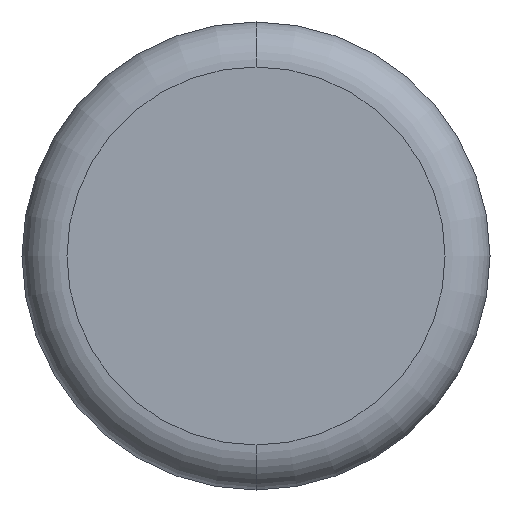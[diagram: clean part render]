
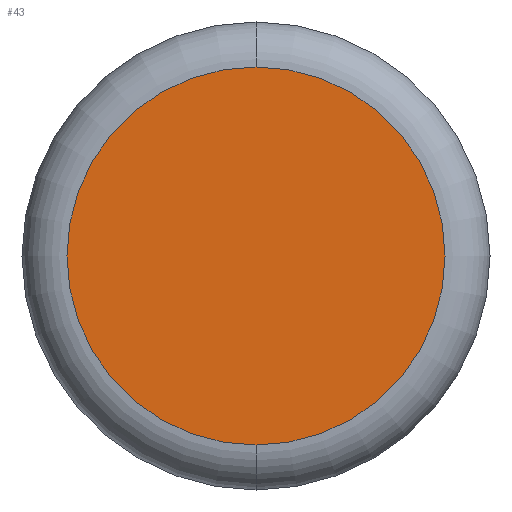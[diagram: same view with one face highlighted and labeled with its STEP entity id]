
A CAD part, front view. The second image highlights one B-rep face of the part: STEP entity #43.
In plain terms, the highlighted planar face has unit normal (0, -1, 0).
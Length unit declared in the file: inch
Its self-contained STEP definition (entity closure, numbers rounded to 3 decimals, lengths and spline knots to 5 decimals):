
#43 = ADVANCED_FACE ( 'NONE', ( #238 ), #448, .T. ) ;
#46 = CARTESIAN_POINT ( 'NONE',  ( 0., 0., 0. ) ) ;
#67 = CARTESIAN_POINT ( 'NONE',  ( 0., 0., 0. ) ) ;
#100 = VERTEX_POINT ( 'NONE', #432 ) ;
#104 = ORIENTED_EDGE ( 'NONE', *, *, #178, .T. ) ;
#170 = AXIS2_PLACEMENT_3D ( 'NONE', #67, #226, #321 ) ;
#178 = EDGE_CURVE ( 'NONE', #100, #415, #416, .T. ) ;
#185 = CIRCLE ( 'NONE', #326, 0.12625 ) ;
#187 = ORIENTED_EDGE ( 'NONE', *, *, #341, .T. ) ;
#209 = DIRECTION ( 'NONE',  ( 0., 0., -1. ) ) ;
#226 = DIRECTION ( 'NONE',  ( 0., -1., 0. ) ) ;
#238 = FACE_OUTER_BOUND ( 'NONE', #520, .T. ) ;
#321 = DIRECTION ( 'NONE',  ( 0., 0., -1. ) ) ;
#326 = AXIS2_PLACEMENT_3D ( 'NONE', #346, #339, #340 ) ;
#339 = DIRECTION ( 'NONE',  ( 0., -1., 0. ) ) ;
#340 = DIRECTION ( 'NONE',  ( 0., 0., -1. ) ) ;
#341 = EDGE_CURVE ( 'NONE', #415, #100, #185, .T. ) ;
#346 = CARTESIAN_POINT ( 'NONE',  ( 0., 0., 0. ) ) ;
#367 = AXIS2_PLACEMENT_3D ( 'NONE', #46, #428, #209 ) ;
#384 = CARTESIAN_POINT ( 'NONE',  ( 0., 0., -0.12625 ) ) ;
#415 = VERTEX_POINT ( 'NONE', #384 ) ;
#416 = CIRCLE ( 'NONE', #170, 0.12625 ) ;
#428 = DIRECTION ( 'NONE',  ( 0., -1., 0. ) ) ;
#432 = CARTESIAN_POINT ( 'NONE',  ( 0., 0., 0.12625 ) ) ;
#448 = PLANE ( 'NONE',  #367 ) ;
#520 = EDGE_LOOP ( 'NONE', ( #187, #104 ) ) ;
